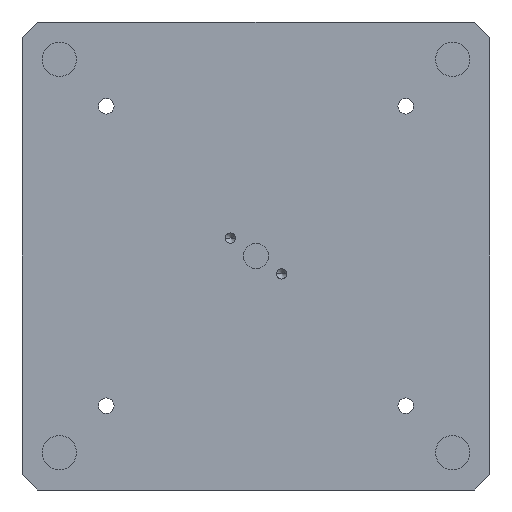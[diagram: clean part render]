
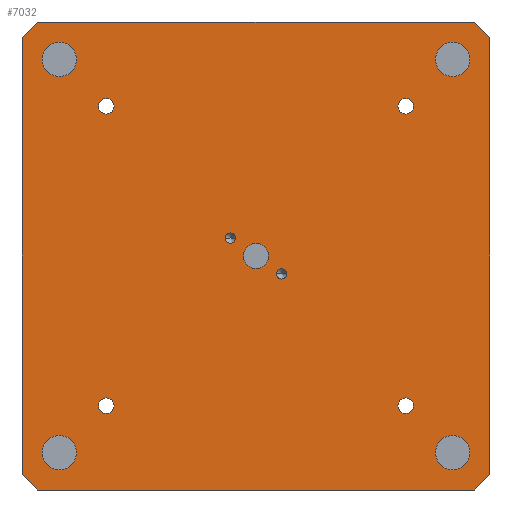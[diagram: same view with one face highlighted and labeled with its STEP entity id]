
A CAD part, front view. The second image highlights one B-rep face of the part: STEP entity #7032.
In plain terms, the highlighted planar face has unit normal (0, -1, 0).
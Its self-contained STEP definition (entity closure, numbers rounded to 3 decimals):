
#47=DIRECTION('',(0.707,0.,-0.707));
#48=VECTOR('',#47,7.071);
#49=CARTESIAN_POINT('',(70.,0.,75.));
#50=LINE('',#49,#48);
#51=DIRECTION('',(-0.707,0.,-0.707));
#52=VECTOR('',#51,7.071);
#53=CARTESIAN_POINT('',(75.,0.,-70.));
#54=LINE('',#53,#52);
#55=DIRECTION('',(-1.,0.,0.));
#56=VECTOR('',#55,140.);
#57=CARTESIAN_POINT('',(70.,0.,-75.));
#58=LINE('',#57,#56);
#59=DIRECTION('',(-0.707,0.,0.707));
#60=VECTOR('',#59,7.071);
#61=CARTESIAN_POINT('',(-70.,0.,-75.));
#62=LINE('',#61,#60);
#63=DIRECTION('',(0.,0.,1.));
#64=VECTOR('',#63,140.);
#65=CARTESIAN_POINT('',(-75.,0.,-70.));
#66=LINE('',#65,#64);
#67=DIRECTION('',(0.707,0.,0.707));
#68=VECTOR('',#67,7.071);
#69=CARTESIAN_POINT('',(-75.,0.,70.));
#70=LINE('',#69,#68);
#71=DIRECTION('',(1.,0.,0.));
#72=VECTOR('',#71,140.);
#73=CARTESIAN_POINT('',(-70.,0.,75.));
#74=LINE('',#73,#72);
#75=CARTESIAN_POINT('',(63.,0.,-63.));
#76=DIRECTION('',(0.,-1.,0.));
#77=DIRECTION('',(-1.,0.,0.));
#78=AXIS2_PLACEMENT_3D('',#75,#76,#77);
#80=CARTESIAN_POINT('',(63.,0.,-63.));
#81=DIRECTION('',(0.,-1.,0.));
#82=DIRECTION('',(1.,0.,0.));
#83=AXIS2_PLACEMENT_3D('',#80,#81,#82);
#85=CARTESIAN_POINT('',(63.,0.,63.));
#86=DIRECTION('',(0.,-1.,0.));
#87=DIRECTION('',(-1.,0.,0.));
#88=AXIS2_PLACEMENT_3D('',#85,#86,#87);
#90=CARTESIAN_POINT('',(63.,0.,63.));
#91=DIRECTION('',(0.,-1.,0.));
#92=DIRECTION('',(1.,0.,0.));
#93=AXIS2_PLACEMENT_3D('',#90,#91,#92);
#95=CARTESIAN_POINT('',(-63.,0.,63.));
#96=DIRECTION('',(0.,-1.,0.));
#97=DIRECTION('',(-1.,0.,0.));
#98=AXIS2_PLACEMENT_3D('',#95,#96,#97);
#100=CARTESIAN_POINT('',(-63.,0.,63.));
#101=DIRECTION('',(0.,-1.,0.));
#102=DIRECTION('',(1.,0.,0.));
#103=AXIS2_PLACEMENT_3D('',#100,#101,#102);
#105=CARTESIAN_POINT('',(-48.,0.,-48.));
#106=DIRECTION('',(0.,-1.,0.));
#107=DIRECTION('',(-1.,0.,0.));
#108=AXIS2_PLACEMENT_3D('',#105,#106,#107);
#110=CARTESIAN_POINT('',(-48.,0.,-48.));
#111=DIRECTION('',(0.,-1.,0.));
#112=DIRECTION('',(1.,0.,0.));
#113=AXIS2_PLACEMENT_3D('',#110,#111,#112);
#115=CARTESIAN_POINT('',(48.,0.,-48.));
#116=DIRECTION('',(0.,-1.,0.));
#117=DIRECTION('',(-1.,0.,0.));
#118=AXIS2_PLACEMENT_3D('',#115,#116,#117);
#120=CARTESIAN_POINT('',(48.,0.,-48.));
#121=DIRECTION('',(0.,-1.,0.));
#122=DIRECTION('',(1.,0.,0.));
#123=AXIS2_PLACEMENT_3D('',#120,#121,#122);
#125=CARTESIAN_POINT('',(48.,0.,48.));
#126=DIRECTION('',(0.,-1.,0.));
#127=DIRECTION('',(-1.,0.,0.));
#128=AXIS2_PLACEMENT_3D('',#125,#126,#127);
#130=CARTESIAN_POINT('',(48.,0.,48.));
#131=DIRECTION('',(0.,-1.,0.));
#132=DIRECTION('',(1.,0.,0.));
#133=AXIS2_PLACEMENT_3D('',#130,#131,#132);
#135=CARTESIAN_POINT('',(-48.,0.,48.));
#136=DIRECTION('',(0.,-1.,0.));
#137=DIRECTION('',(-1.,0.,0.));
#138=AXIS2_PLACEMENT_3D('',#135,#136,#137);
#140=CARTESIAN_POINT('',(-48.,0.,48.));
#141=DIRECTION('',(0.,-1.,0.));
#142=DIRECTION('',(1.,0.,0.));
#143=AXIS2_PLACEMENT_3D('',#140,#141,#142);
#145=CARTESIAN_POINT('',(-63.,0.,-63.));
#146=DIRECTION('',(0.,-1.,0.));
#147=DIRECTION('',(-1.,0.,0.));
#148=AXIS2_PLACEMENT_3D('',#145,#146,#147);
#150=CARTESIAN_POINT('',(-63.,0.,-63.));
#151=DIRECTION('',(0.,-1.,0.));
#152=DIRECTION('',(1.,0.,0.));
#153=AXIS2_PLACEMENT_3D('',#150,#151,#152);
#155=CARTESIAN_POINT('',(0.,0.,0.));
#156=DIRECTION('',(0.,-1.,0.));
#157=DIRECTION('',(0.,0.,-1.));
#158=AXIS2_PLACEMENT_3D('',#155,#156,#157);
#160=CARTESIAN_POINT('',(0.,0.,0.));
#161=DIRECTION('',(0.,-1.,0.));
#162=DIRECTION('',(0.,0.,1.));
#163=AXIS2_PLACEMENT_3D('',#160,#161,#162);
#165=CARTESIAN_POINT('',(8.192,0.,-5.736));
#166=DIRECTION('',(0.,-1.,0.));
#167=DIRECTION('',(-1.,0.,0.));
#168=AXIS2_PLACEMENT_3D('',#165,#166,#167);
#170=CARTESIAN_POINT('',(8.192,0.,-5.736));
#171=DIRECTION('',(0.,-1.,0.));
#172=DIRECTION('',(1.,0.,0.));
#173=AXIS2_PLACEMENT_3D('',#170,#171,#172);
#175=CARTESIAN_POINT('',(-8.192,0.,5.736));
#176=DIRECTION('',(0.,-1.,0.));
#177=DIRECTION('',(-1.,0.,0.));
#178=AXIS2_PLACEMENT_3D('',#175,#176,#177);
#180=CARTESIAN_POINT('',(-8.192,0.,5.736));
#181=DIRECTION('',(0.,-1.,0.));
#182=DIRECTION('',(1.,0.,0.));
#183=AXIS2_PLACEMENT_3D('',#180,#181,#182);
#631=DIRECTION('',(0.,0.,1.));
#632=VECTOR('',#631,140.);
#633=CARTESIAN_POINT('',(75.,0.,-70.));
#634=LINE('',#633,#632);
#5460=CARTESIAN_POINT('',(-70.,0.,-75.));
#5462=VERTEX_POINT('',#5460);
#5463=CARTESIAN_POINT('',(70.,0.,-75.));
#5464=VERTEX_POINT('',#5463);
#5467=CARTESIAN_POINT('',(-75.,0.,-70.));
#5468=VERTEX_POINT('',#5467);
#5471=CARTESIAN_POINT('',(70.,0.,75.));
#5472=CARTESIAN_POINT('',(75.,0.,70.));
#5473=VERTEX_POINT('',#5471);
#5474=VERTEX_POINT('',#5472);
#5475=CARTESIAN_POINT('',(75.,0.,-70.));
#5476=VERTEX_POINT('',#5475);
#5477=CARTESIAN_POINT('',(-75.,0.,70.));
#5478=VERTEX_POINT('',#5477);
#5479=CARTESIAN_POINT('',(-70.,0.,75.));
#5480=VERTEX_POINT('',#5479);
#5481=CARTESIAN_POINT('',(57.5,0.,-63.));
#5482=CARTESIAN_POINT('',(68.5,0.,-63.));
#5483=VERTEX_POINT('',#5481);
#5484=VERTEX_POINT('',#5482);
#5485=CARTESIAN_POINT('',(57.5,0.,63.));
#5486=CARTESIAN_POINT('',(68.5,0.,63.));
#5487=VERTEX_POINT('',#5485);
#5488=VERTEX_POINT('',#5486);
#5489=CARTESIAN_POINT('',(-68.5,0.,63.));
#5490=CARTESIAN_POINT('',(-57.5,0.,63.));
#5491=VERTEX_POINT('',#5489);
#5492=VERTEX_POINT('',#5490);
#5493=CARTESIAN_POINT('',(-50.5,0.,-48.));
#5494=CARTESIAN_POINT('',(-45.5,0.,-48.));
#5495=VERTEX_POINT('',#5493);
#5496=VERTEX_POINT('',#5494);
#5497=CARTESIAN_POINT('',(45.5,0.,-48.));
#5498=CARTESIAN_POINT('',(50.5,0.,-48.));
#5499=VERTEX_POINT('',#5497);
#5500=VERTEX_POINT('',#5498);
#5501=CARTESIAN_POINT('',(45.5,0.,48.));
#5502=CARTESIAN_POINT('',(50.5,0.,48.));
#5503=VERTEX_POINT('',#5501);
#5504=VERTEX_POINT('',#5502);
#5505=CARTESIAN_POINT('',(-50.5,0.,48.));
#5506=CARTESIAN_POINT('',(-45.5,0.,48.));
#5507=VERTEX_POINT('',#5505);
#5508=VERTEX_POINT('',#5506);
#5509=CARTESIAN_POINT('',(-68.5,0.,-63.));
#5510=CARTESIAN_POINT('',(-57.5,0.,-63.));
#5511=VERTEX_POINT('',#5509);
#5512=VERTEX_POINT('',#5510);
#5513=CARTESIAN_POINT('',(0.,0.,-4.));
#5514=CARTESIAN_POINT('',(0.,0.,4.));
#5515=VERTEX_POINT('',#5513);
#5516=VERTEX_POINT('',#5514);
#5517=CARTESIAN_POINT('',(6.542,0.,-5.736));
#5518=CARTESIAN_POINT('',(9.842,0.,-5.736));
#5519=VERTEX_POINT('',#5517);
#5520=VERTEX_POINT('',#5518);
#5521=CARTESIAN_POINT('',(-9.842,0.,5.736));
#5522=CARTESIAN_POINT('',(-6.542,0.,5.736));
#5523=VERTEX_POINT('',#5521);
#5524=VERTEX_POINT('',#5522);
#6944=CARTESIAN_POINT('',(0.,0.,0.));
#6945=DIRECTION('',(0.,1.,0.));
#6946=DIRECTION('',(1.,0.,0.));
#6947=AXIS2_PLACEMENT_3D('',#6944,#6945,#6946);
#6948=PLANE('',#6947);
#6950=ORIENTED_EDGE('',*,*,#6949,.T.);
#6952=ORIENTED_EDGE('',*,*,#6951,.F.);
#6954=ORIENTED_EDGE('',*,*,#6953,.T.);
#6956=ORIENTED_EDGE('',*,*,#6955,.T.);
#6958=ORIENTED_EDGE('',*,*,#6957,.T.);
#6960=ORIENTED_EDGE('',*,*,#6959,.T.);
#6962=ORIENTED_EDGE('',*,*,#6961,.T.);
#6964=ORIENTED_EDGE('',*,*,#6963,.T.);
#6965=EDGE_LOOP('',(#6950,#6952,#6954,#6956,#6958,#6960,#6962,#6964));
#6966=FACE_OUTER_BOUND('',#6965,.F.);
#6967=ORIENTED_EDGE('',*,*,#6934,.T.);
#6969=ORIENTED_EDGE('',*,*,#6968,.T.);
#6970=EDGE_LOOP('',(#6967,#6969));
#6971=FACE_BOUND('',#6970,.F.);
#6973=ORIENTED_EDGE('',*,*,#6972,.T.);
#6975=ORIENTED_EDGE('',*,*,#6974,.T.);
#6976=EDGE_LOOP('',(#6973,#6975));
#6977=FACE_BOUND('',#6976,.F.);
#6979=ORIENTED_EDGE('',*,*,#6978,.T.);
#6981=ORIENTED_EDGE('',*,*,#6980,.T.);
#6982=EDGE_LOOP('',(#6979,#6981));
#6983=FACE_BOUND('',#6982,.F.);
#6985=ORIENTED_EDGE('',*,*,#6984,.T.);
#6987=ORIENTED_EDGE('',*,*,#6986,.T.);
#6988=EDGE_LOOP('',(#6985,#6987));
#6989=FACE_BOUND('',#6988,.F.);
#6991=ORIENTED_EDGE('',*,*,#6990,.T.);
#6993=ORIENTED_EDGE('',*,*,#6992,.T.);
#6994=EDGE_LOOP('',(#6991,#6993));
#6995=FACE_BOUND('',#6994,.F.);
#6997=ORIENTED_EDGE('',*,*,#6996,.T.);
#6999=ORIENTED_EDGE('',*,*,#6998,.T.);
#7000=EDGE_LOOP('',(#6997,#6999));
#7001=FACE_BOUND('',#7000,.F.);
#7003=ORIENTED_EDGE('',*,*,#7002,.T.);
#7005=ORIENTED_EDGE('',*,*,#7004,.T.);
#7006=EDGE_LOOP('',(#7003,#7005));
#7007=FACE_BOUND('',#7006,.F.);
#7009=ORIENTED_EDGE('',*,*,#7008,.T.);
#7011=ORIENTED_EDGE('',*,*,#7010,.T.);
#7012=EDGE_LOOP('',(#7009,#7011));
#7013=FACE_BOUND('',#7012,.F.);
#7015=ORIENTED_EDGE('',*,*,#7014,.T.);
#7017=ORIENTED_EDGE('',*,*,#7016,.T.);
#7018=EDGE_LOOP('',(#7015,#7017));
#7019=FACE_BOUND('',#7018,.F.);
#7021=ORIENTED_EDGE('',*,*,#7020,.T.);
#7023=ORIENTED_EDGE('',*,*,#7022,.T.);
#7024=EDGE_LOOP('',(#7021,#7023));
#7025=FACE_BOUND('',#7024,.F.);
#7027=ORIENTED_EDGE('',*,*,#7026,.T.);
#7029=ORIENTED_EDGE('',*,*,#7028,.T.);
#7030=EDGE_LOOP('',(#7027,#7029));
#7031=FACE_BOUND('',#7030,.F.);
#79=CIRCLE('',#78,5.5);
#84=CIRCLE('',#83,5.5);
#89=CIRCLE('',#88,5.5);
#94=CIRCLE('',#93,5.5);
#99=CIRCLE('',#98,5.5);
#104=CIRCLE('',#103,5.5);
#109=CIRCLE('',#108,2.5);
#114=CIRCLE('',#113,2.5);
#119=CIRCLE('',#118,2.5);
#124=CIRCLE('',#123,2.5);
#129=CIRCLE('',#128,2.5);
#134=CIRCLE('',#133,2.5);
#139=CIRCLE('',#138,2.5);
#144=CIRCLE('',#143,2.5);
#149=CIRCLE('',#148,5.5);
#154=CIRCLE('',#153,5.5);
#159=CIRCLE('',#158,4.);
#164=CIRCLE('',#163,4.);
#169=CIRCLE('',#168,1.65);
#174=CIRCLE('',#173,1.65);
#179=CIRCLE('',#178,1.65);
#184=CIRCLE('',#183,1.65);
#6934=EDGE_CURVE('',#5483,#5484,#79,.T.);
#6949=EDGE_CURVE('',#5473,#5474,#50,.T.);
#6951=EDGE_CURVE('',#5476,#5474,#634,.T.);
#6953=EDGE_CURVE('',#5476,#5464,#54,.T.);
#6955=EDGE_CURVE('',#5464,#5462,#58,.T.);
#6957=EDGE_CURVE('',#5462,#5468,#62,.T.);
#6959=EDGE_CURVE('',#5468,#5478,#66,.T.);
#6961=EDGE_CURVE('',#5478,#5480,#70,.T.);
#6963=EDGE_CURVE('',#5480,#5473,#74,.T.);
#6968=EDGE_CURVE('',#5484,#5483,#84,.T.);
#6972=EDGE_CURVE('',#5487,#5488,#89,.T.);
#6974=EDGE_CURVE('',#5488,#5487,#94,.T.);
#6978=EDGE_CURVE('',#5491,#5492,#99,.T.);
#6980=EDGE_CURVE('',#5492,#5491,#104,.T.);
#6984=EDGE_CURVE('',#5495,#5496,#109,.T.);
#6986=EDGE_CURVE('',#5496,#5495,#114,.T.);
#6990=EDGE_CURVE('',#5499,#5500,#119,.T.);
#6992=EDGE_CURVE('',#5500,#5499,#124,.T.);
#6996=EDGE_CURVE('',#5503,#5504,#129,.T.);
#6998=EDGE_CURVE('',#5504,#5503,#134,.T.);
#7002=EDGE_CURVE('',#5507,#5508,#139,.T.);
#7004=EDGE_CURVE('',#5508,#5507,#144,.T.);
#7008=EDGE_CURVE('',#5511,#5512,#149,.T.);
#7010=EDGE_CURVE('',#5512,#5511,#154,.T.);
#7014=EDGE_CURVE('',#5515,#5516,#159,.T.);
#7016=EDGE_CURVE('',#5516,#5515,#164,.T.);
#7020=EDGE_CURVE('',#5519,#5520,#169,.T.);
#7022=EDGE_CURVE('',#5520,#5519,#174,.T.);
#7026=EDGE_CURVE('',#5523,#5524,#179,.T.);
#7028=EDGE_CURVE('',#5524,#5523,#184,.T.);
#7032=ADVANCED_FACE('',(#6966,#6971,#6977,#6983,#6989,#6995,#7001,#7007,#7013,
#7019,#7025,#7031),#6948,.F.);
